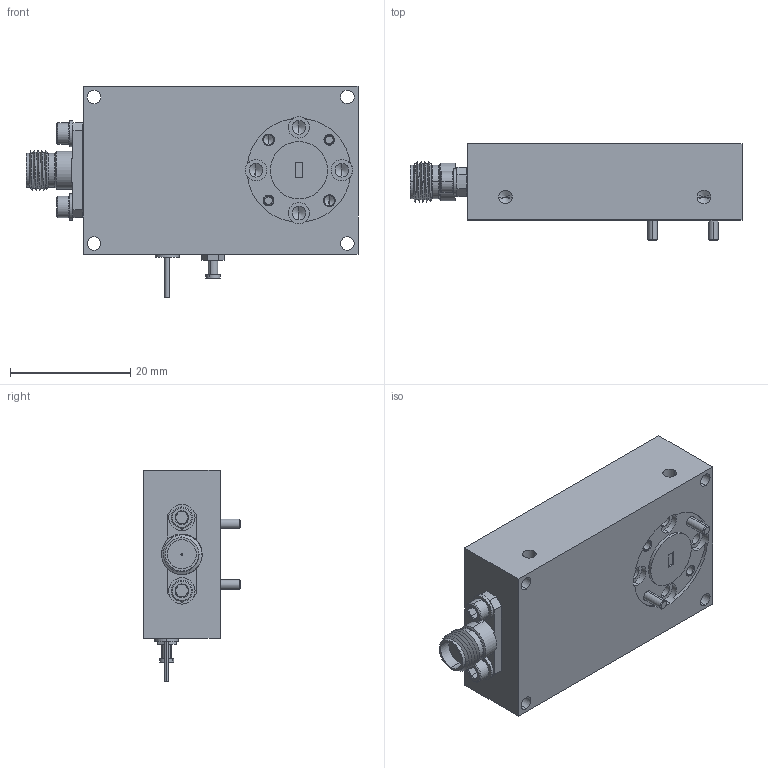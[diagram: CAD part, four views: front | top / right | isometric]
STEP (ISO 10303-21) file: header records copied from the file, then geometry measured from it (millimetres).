
FILE_DESCRIPTION (( 'STEP AP203' ), '1' );
FILE_NAME ('SFA-753114616-10SF-E1-1.STEP', '2020-01-29T00:33:11', ( '' ), ( '' ), 'SwSTEP 2.0', 'SolidWorks 2020', '' );
FILE_SCHEMA (( 'CONFIG_CONTROL_DESIGN' ));
Length unit declared in the file: inch
Products named in the file (1): SFA-753114616-10SF-E1-1
Bounding box: 55.24 x 16.07 x 35.18 mm (x, y, z)
Volume: 15991.2 mm3; surface area: 8953.2 mm2
Topology: 15 solids, 15 shells, 552 faces, 1360 edges, 848 vertices
Faces by surface type: plane 225, cylinder 171, cone 110, bspline 44, torus 2
Entity records: 19371 total; most frequent: CARTESIAN_POINT 6732, ORIENTED_EDGE 2632, DIRECTION 2517, EDGE_CURVE 1316, AXIS2_PLACEMENT_3D 922, VERTEX_POINT 848, LINE 673, VECTOR 673
